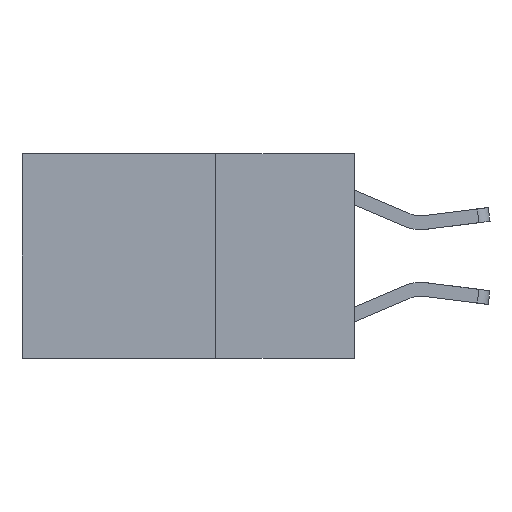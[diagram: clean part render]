
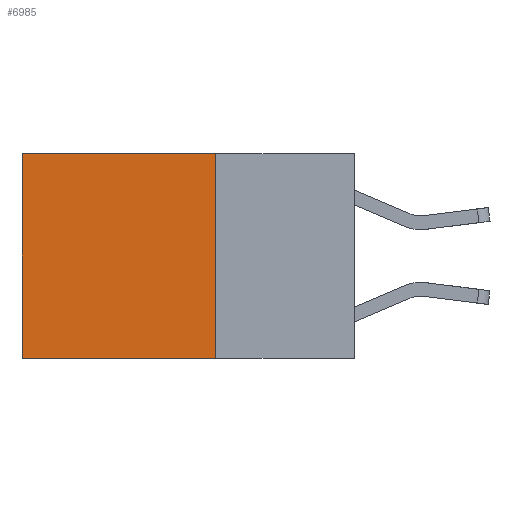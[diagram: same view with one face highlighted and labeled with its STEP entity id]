
A CAD part, left-side view. The second image highlights one B-rep face of the part: STEP entity #6985.
In plain terms, the highlighted planar face has unit normal (-1, 0, 0).
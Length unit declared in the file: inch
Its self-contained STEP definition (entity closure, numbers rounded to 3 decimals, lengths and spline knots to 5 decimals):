
#303 = LINE ( 'NONE', #1902, #10022 ) ;
#602 = VERTEX_POINT ( 'NONE', #10731 ) ;
#637 = LINE ( 'NONE', #11685, #923 ) ;
#835 = DIRECTION ( 'NONE',  ( 1., 0., 0. ) ) ;
#888 = CARTESIAN_POINT ( 'NONE',  ( 0.2625, 0.6, -0.37 ) ) ;
#923 = VECTOR ( 'NONE', #6400, 39.37008 ) ;
#1560 = CARTESIAN_POINT ( 'NONE',  ( 0.2625, 0.6, 0. ) ) ;
#1902 = CARTESIAN_POINT ( 'NONE',  ( 0.2625, 0.25, -0.37 ) ) ;
#2098 = LINE ( 'NONE', #4412, #9126 ) ;
#2212 = AXIS2_PLACEMENT_3D ( 'NONE', #11574, #835, #7253 ) ;
#2336 = EDGE_LOOP ( 'NONE', ( #6787, #11243, #9885, #5041 ) ) ;
#2410 = LINE ( 'NONE', #7497, #11654 ) ;
#2666 = VERTEX_POINT ( 'NONE', #3152 ) ;
#3011 = EDGE_CURVE ( 'NONE', #3766, #5571, #637, .T. ) ;
#3152 = CARTESIAN_POINT ( 'NONE',  ( 0.2625, 0.25, -0.37 ) ) ;
#3396 = EDGE_CURVE ( 'NONE', #2666, #5571, #303, .T. ) ;
#3657 = DIRECTION ( 'NONE',  ( 0., 1., 0. ) ) ;
#3766 = VERTEX_POINT ( 'NONE', #1560 ) ;
#4412 = CARTESIAN_POINT ( 'NONE',  ( 0.2625, 0.25, 0. ) ) ;
#5041 = ORIENTED_EDGE ( 'NONE', *, *, #6102, .T. ) ;
#5571 = VERTEX_POINT ( 'NONE', #888 ) ;
#6102 = EDGE_CURVE ( 'NONE', #602, #3766, #2410, .T. ) ;
#6400 = DIRECTION ( 'NONE',  ( 0., 0., -1. ) ) ;
#6561 = DIRECTION ( 'NONE',  ( 0., 1., 0. ) ) ;
#6787 = ORIENTED_EDGE ( 'NONE', *, *, #3011, .T. ) ;
#6985 = ADVANCED_FACE ( 'NONE', ( #7451 ), #10720, .F. ) ;
#7253 = DIRECTION ( 'NONE',  ( 0., 0., -1. ) ) ;
#7451 = FACE_OUTER_BOUND ( 'NONE', #2336, .T. ) ;
#7497 = CARTESIAN_POINT ( 'NONE',  ( 0.2625, 0.25, 0. ) ) ;
#8137 = DIRECTION ( 'NONE',  ( 0., 0., -1. ) ) ;
#8695 = EDGE_CURVE ( 'NONE', #602, #2666, #2098, .T. ) ;
#9126 = VECTOR ( 'NONE', #8137, 39.37008 ) ;
#9885 = ORIENTED_EDGE ( 'NONE', *, *, #8695, .F. ) ;
#10022 = VECTOR ( 'NONE', #3657, 39.37008 ) ;
#10720 = PLANE ( 'NONE',  #2212 ) ;
#10731 = CARTESIAN_POINT ( 'NONE',  ( 0.2625, 0.25, 0. ) ) ;
#11243 = ORIENTED_EDGE ( 'NONE', *, *, #3396, .F. ) ;
#11574 = CARTESIAN_POINT ( 'NONE',  ( 0.2625, 0.25, 0. ) ) ;
#11654 = VECTOR ( 'NONE', #6561, 39.37008 ) ;
#11685 = CARTESIAN_POINT ( 'NONE',  ( 0.2625, 0.6, 0. ) ) ;
